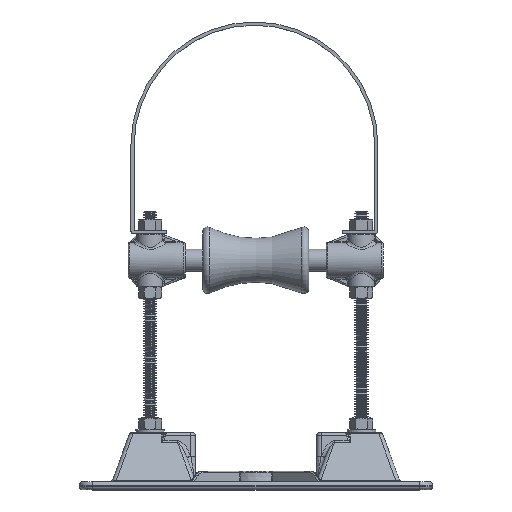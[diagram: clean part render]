
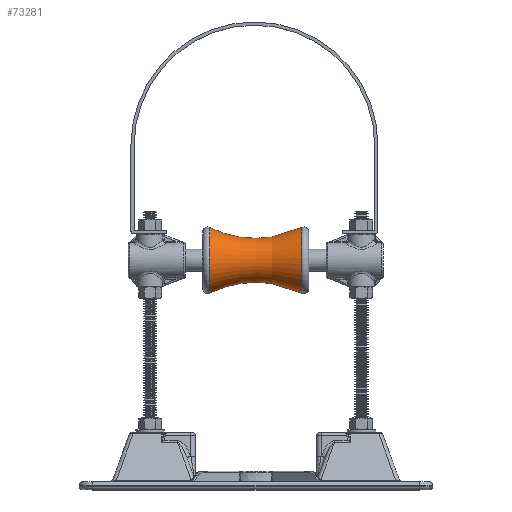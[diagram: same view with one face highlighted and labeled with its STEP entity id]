
A CAD part, top view. The second image highlights one B-rep face of the part: STEP entity #73281.
In plain terms, the highlighted toroidal (fillet/blend) face has major radius 90.131 mm and minor radius 74.256 mm.
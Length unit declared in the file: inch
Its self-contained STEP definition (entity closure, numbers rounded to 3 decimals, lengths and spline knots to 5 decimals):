
#73254=CARTESIAN_POINT('',(0.0,0.0,0.0));
#73255=DIRECTION('',(-1.0,0.0,0.0));
#73256=DIRECTION('',(0.0,0.0,1.0));
#73257=AXIS2_PLACEMENT_3D('',#73254,#73255,#73256);
#73258=TOROIDAL_SURFACE('',#73257,3.54846,2.92346);
#73259=CARTESIAN_POINT('',(-1.30475,0.,-0.93231));
#73260=VERTEX_POINT('',#73259);
#73261=CARTESIAN_POINT('',(-1.30475,0.0,0.0));
#73262=DIRECTION('',(-1.0,0.0,0.0));
#73263=DIRECTION('',(0.0,0.0,1.0));
#73264=AXIS2_PLACEMENT_3D('',#73261,#73262,#73263);
#73265=CIRCLE('',#73264,0.93231);
#73266=EDGE_CURVE('',#73260,#73260,#73265,.T.);
#73267=ORIENTED_EDGE('',*,*,#73266,.F.);
#73268=EDGE_LOOP('',(#73267));
#73269=FACE_OUTER_BOUND('',#73268,.T.);
#73270=CARTESIAN_POINT('',(1.30475,0.0,0.93231));
#73271=VERTEX_POINT('',#73270);
#73272=CARTESIAN_POINT('',(1.30475,0.0,0.0));
#73273=DIRECTION('',(-1.0,0.0,0.0));
#73274=DIRECTION('',(0.0,0.0,1.0));
#73275=AXIS2_PLACEMENT_3D('',#73272,#73273,#73274);
#73276=CIRCLE('',#73275,0.93231);
#73277=EDGE_CURVE('',#73271,#73271,#73276,.T.);
#73278=ORIENTED_EDGE('',*,*,#73277,.T.);
#73279=EDGE_LOOP('',(#73278));
#73280=FACE_BOUND('',#73279,.T.);
#73281=ADVANCED_FACE('',(#73269,#73280),#73258,.F.);
